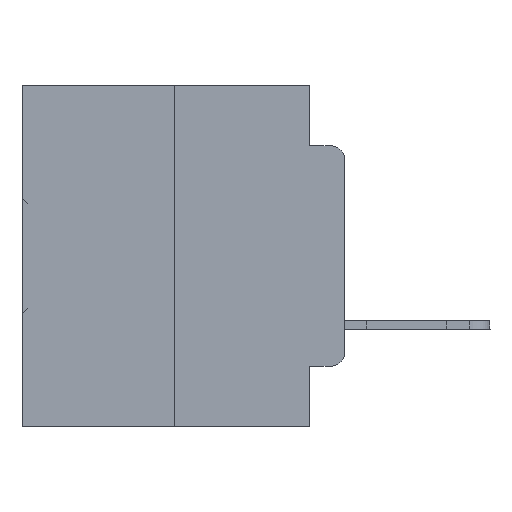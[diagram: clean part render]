
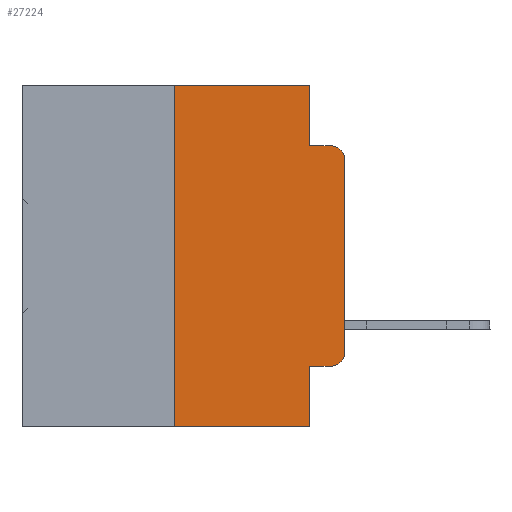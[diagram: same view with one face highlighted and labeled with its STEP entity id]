
A CAD part, left-side view. The second image highlights one B-rep face of the part: STEP entity #27224.
In plain terms, the highlighted planar face has unit normal (-1, 0, 0).
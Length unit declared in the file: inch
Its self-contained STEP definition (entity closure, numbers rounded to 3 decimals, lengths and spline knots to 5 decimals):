
#903 = CIRCLE ( 'NONE', #19906, 0.02 ) ;
#1929 = DIRECTION ( 'NONE',  ( -1., 0., 0. ) ) ;
#2098 = CARTESIAN_POINT ( 'NONE',  ( 0., 0.02, -0.1085 ) ) ;
#2320 = ORIENTED_EDGE ( 'NONE', *, *, #11213, .T. ) ;
#2408 = EDGE_CURVE ( 'NONE', #18704, #20804, #2730, .T. ) ;
#2637 = DIRECTION ( 'NONE',  ( 0., -1., 0. ) ) ;
#2730 = LINE ( 'NONE', #10788, #20249 ) ;
#2868 = ORIENTED_EDGE ( 'NONE', *, *, #33689, .F. ) ;
#3083 = VERTEX_POINT ( 'NONE', #9974 ) ;
#3480 = LINE ( 'NONE', #22218, #19050 ) ;
#3773 = PLANE ( 'NONE',  #19273 ) ;
#3782 = CARTESIAN_POINT ( 'NONE',  ( 0., 0.051, -0.4115 ) ) ;
#4783 = DIRECTION ( 'NONE',  ( 0., 0., -1. ) ) ;
#5016 = CARTESIAN_POINT ( 'NONE',  ( 0., 0.051, 0. ) ) ;
#5216 = DIRECTION ( 'NONE',  ( 0., 0., 1. ) ) ;
#5839 = LINE ( 'NONE', #19693, #17626 ) ;
#5988 = EDGE_CURVE ( 'NONE', #7975, #7390, #7195, .T. ) ;
#6574 = VECTOR ( 'NONE', #29908, 39.37008 ) ;
#7091 = ORIENTED_EDGE ( 'NONE', *, *, #28372, .T. ) ;
#7123 = LINE ( 'NONE', #5016, #19877 ) ;
#7195 = CIRCLE ( 'NONE', #31264, 0.02 ) ;
#7390 = VERTEX_POINT ( 'NONE', #15223 ) ;
#7975 = VERTEX_POINT ( 'NONE', #11587 ) ;
#8659 = ORIENTED_EDGE ( 'NONE', *, *, #19672, .F. ) ;
#8877 = CARTESIAN_POINT ( 'NONE',  ( 0., 0.25, 0. ) ) ;
#9175 = EDGE_CURVE ( 'NONE', #3083, #7390, #5839, .T. ) ;
#9792 = DIRECTION ( 'NONE',  ( 0., 0., -1. ) ) ;
#9941 = DIRECTION ( 'NONE',  ( 0., 0., -1. ) ) ;
#9974 = CARTESIAN_POINT ( 'NONE',  ( 0., 0.051, -0.0885 ) ) ;
#10788 = CARTESIAN_POINT ( 'NONE',  ( 0., 0.051, -0.4115 ) ) ;
#11213 = EDGE_CURVE ( 'NONE', #11989, #15123, #26626, .T. ) ;
#11495 = DIRECTION ( 'NONE',  ( 1., 0., 0. ) ) ;
#11587 = CARTESIAN_POINT ( 'NONE',  ( 0., 0., -0.1085 ) ) ;
#11697 = LINE ( 'NONE', #8877, #6574 ) ;
#11989 = VERTEX_POINT ( 'NONE', #26032 ) ;
#12322 = ORIENTED_EDGE ( 'NONE', *, *, #2408, .T. ) ;
#13220 = CARTESIAN_POINT ( 'NONE',  ( 0., 0.051, 0. ) ) ;
#13296 = CARTESIAN_POINT ( 'NONE',  ( 0., 0., 0. ) ) ;
#13632 = ORIENTED_EDGE ( 'NONE', *, *, #5988, .T. ) ;
#14222 = VERTEX_POINT ( 'NONE', #13220 ) ;
#15123 = VERTEX_POINT ( 'NONE', #27249 ) ;
#15137 = VECTOR ( 'NONE', #17537, 39.37008 ) ;
#15223 = CARTESIAN_POINT ( 'NONE',  ( 0., 0.02, -0.0885 ) ) ;
#15459 = CARTESIAN_POINT ( 'NONE',  ( 0., 0.473, -0.5 ) ) ;
#16086 = EDGE_LOOP ( 'NONE', ( #29257, #13632, #25092, #30487, #8659, #18596, #2320, #2868, #12322, #7091 ) ) ;
#16225 = DIRECTION ( 'NONE',  ( 0., -1., 0. ) ) ;
#16973 = CARTESIAN_POINT ( 'NONE',  ( 0., 0.25, 0. ) ) ;
#17537 = DIRECTION ( 'NONE',  ( 0., -1., 0. ) ) ;
#17626 = VECTOR ( 'NONE', #22310, 39.37008 ) ;
#18552 = LINE ( 'NONE', #13296, #28961 ) ;
#18596 = ORIENTED_EDGE ( 'NONE', *, *, #30045, .F. ) ;
#18704 = VERTEX_POINT ( 'NONE', #3782 ) ;
#19050 = VECTOR ( 'NONE', #27823, 39.37008 ) ;
#19273 = AXIS2_PLACEMENT_3D ( 'NONE', #22522, #11495, #22170 ) ;
#19672 = EDGE_CURVE ( 'NONE', #33727, #14222, #31186, .T. ) ;
#19693 = CARTESIAN_POINT ( 'NONE',  ( 0., 0.051, -0.0885 ) ) ;
#19723 = FACE_OUTER_BOUND ( 'NONE', #16086, .T. ) ;
#19877 = VECTOR ( 'NONE', #9941, 39.37008 ) ;
#19906 = AXIS2_PLACEMENT_3D ( 'NONE', #23885, #31246, #4783 ) ;
#19999 = CARTESIAN_POINT ( 'NONE',  ( 0., 0.473, 0. ) ) ;
#20249 = VECTOR ( 'NONE', #16225, 39.37008 ) ;
#20478 = VECTOR ( 'NONE', #2637, 39.37008 ) ;
#20804 = VERTEX_POINT ( 'NONE', #23828 ) ;
#21586 = VERTEX_POINT ( 'NONE', #23916 ) ;
#22170 = DIRECTION ( 'NONE',  ( 0., 0., -1. ) ) ;
#22218 = CARTESIAN_POINT ( 'NONE',  ( 0., 0.051, 0. ) ) ;
#22310 = DIRECTION ( 'NONE',  ( 0., -1., 0. ) ) ;
#22522 = CARTESIAN_POINT ( 'NONE',  ( 0., 0.473, 0. ) ) ;
#23828 = CARTESIAN_POINT ( 'NONE',  ( 0., 0.02, -0.4115 ) ) ;
#23885 = CARTESIAN_POINT ( 'NONE',  ( 0., 0.02, -0.3915 ) ) ;
#23916 = CARTESIAN_POINT ( 'NONE',  ( 0., 0., -0.3915 ) ) ;
#25092 = ORIENTED_EDGE ( 'NONE', *, *, #9175, .F. ) ;
#26032 = CARTESIAN_POINT ( 'NONE',  ( 0., 0.25, -0.5 ) ) ;
#26626 = LINE ( 'NONE', #15459, #20478 ) ;
#27224 = ADVANCED_FACE ( 'NONE', ( #19723 ), #3773, .F. ) ;
#27249 = CARTESIAN_POINT ( 'NONE',  ( 0., 0.051, -0.5 ) ) ;
#27823 = DIRECTION ( 'NONE',  ( 0., 0., -1. ) ) ;
#28084 = EDGE_CURVE ( 'NONE', #14222, #3083, #7123, .T. ) ;
#28372 = EDGE_CURVE ( 'NONE', #20804, #21586, #903, .T. ) ;
#28961 = VECTOR ( 'NONE', #5216, 39.37008 ) ;
#29257 = ORIENTED_EDGE ( 'NONE', *, *, #31260, .T. ) ;
#29908 = DIRECTION ( 'NONE',  ( 0., 0., 1. ) ) ;
#30045 = EDGE_CURVE ( 'NONE', #11989, #33727, #11697, .T. ) ;
#30487 = ORIENTED_EDGE ( 'NONE', *, *, #28084, .F. ) ;
#31186 = LINE ( 'NONE', #19999, #15137 ) ;
#31246 = DIRECTION ( 'NONE',  ( -1., 0., 0. ) ) ;
#31260 = EDGE_CURVE ( 'NONE', #21586, #7975, #18552, .T. ) ;
#31264 = AXIS2_PLACEMENT_3D ( 'NONE', #2098, #1929, #9792 ) ;
#33689 = EDGE_CURVE ( 'NONE', #18704, #15123, #3480, .T. ) ;
#33727 = VERTEX_POINT ( 'NONE', #16973 ) ;
